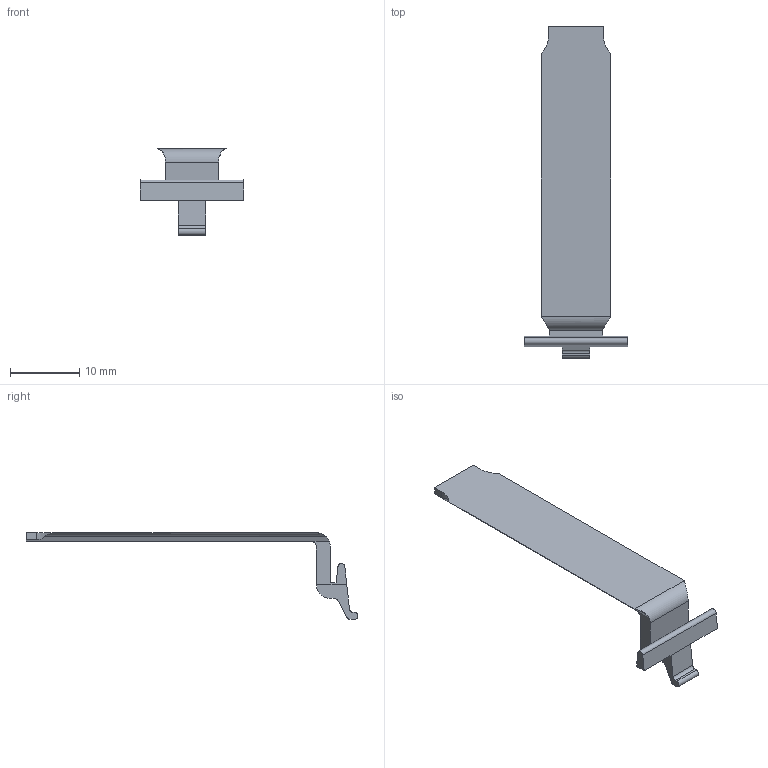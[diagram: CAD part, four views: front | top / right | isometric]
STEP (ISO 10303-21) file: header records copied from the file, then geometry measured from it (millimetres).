
FILE_DESCRIPTION(/* description */ ('Abdeckblende Automatikverbinder 40'),/* implementation_level */ '2;1');
FILE_NAME(/* name */ 'SZ0085S.stp',/* time_stamp */ '2017-01-19T14:31:46+01:00',/* author */ ('danielbloss'),/* organization */ (''),/* preprocessor_version */ 'ST-DEVELOPER v16.5',/* originating_system */ 'Autodesk Inventor 2017',/* authorisation */ 'x');
FILE_SCHEMA (('AUTOMOTIVE_DESIGN { 1 0 10303 214 3 1 1 }'));
Length unit declared in the file: millimetre
Products named in the file (1): SZ0085S_A_V3
Bounding box: 15 x 48 x 12.5 mm (x, y, z)
Volume: 617.3 mm3; surface area: 1274.9 mm2
Topology: 1 solids, 1 shells, 669 faces, 1871 edges, 1248 vertices
Faces by surface type: bspline 365, plane 290, cylinder 14
Entity records: 26059 total; most frequent: CARTESIAN_POINT 11320, ORIENTED_EDGE 3742, EDGE_CURVE 1871, DIRECTION 1769, VERTEX_POINT 1248, LINE 1111, VECTOR 1111, B_SPLINE_CURVE_WITH_KNOTS 736
